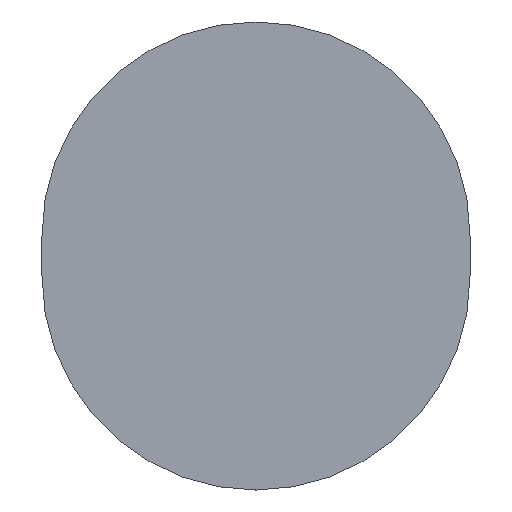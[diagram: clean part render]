
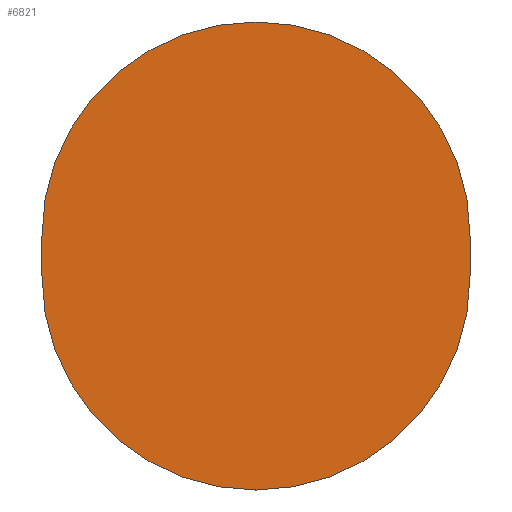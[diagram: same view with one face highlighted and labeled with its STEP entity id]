
A CAD part, left-side view. The second image highlights one B-rep face of the part: STEP entity #6821.
In plain terms, the highlighted planar face has unit normal (-1, 0, 0).
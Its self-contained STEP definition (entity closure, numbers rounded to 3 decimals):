
#213 = EDGE_LOOP ( 'NONE', ( #11214, #9725, #15634, #15864 ) ) ;
#457 = CARTESIAN_POINT ( 'NONE',  ( -324., 21.5, -2. ) ) ;
#524 = DIRECTION ( 'NONE',  ( 0., 0., 1. ) ) ;
#621 = CARTESIAN_POINT ( 'NONE',  ( -324., 0., 2. ) ) ;
#797 = VERTEX_POINT ( 'NONE', #16588 ) ;
#1197 = VERTEX_POINT ( 'NONE', #457 ) ;
#3285 = AXIS2_PLACEMENT_3D ( 'NONE', #13669, #3469, #10956 ) ;
#3384 = EDGE_CURVE ( 'NONE', #4857, #797, #6016, .T. ) ;
#3469 = DIRECTION ( 'NONE',  ( -1., 0., 0. ) ) ;
#3833 = PLANE ( 'NONE',  #3285 ) ;
#4369 = CARTESIAN_POINT ( 'NONE',  ( -324., 21.5, 2. ) ) ;
#4399 = LINE ( 'NONE', #7486, #13774 ) ;
#4857 = VERTEX_POINT ( 'NONE', #15401 ) ;
#5070 = FACE_OUTER_BOUND ( 'NONE', #213, .T. ) ;
#6016 = CIRCLE ( 'NONE', #17379, 21.5 ) ;
#6792 = DIRECTION ( 'NONE',  ( -1., 0., 0. ) ) ;
#6821 = ADVANCED_FACE ( 'NONE', ( #5070 ), #3833, .T. ) ;
#7178 = CARTESIAN_POINT ( 'NONE',  ( -324., 0., -2. ) ) ;
#7347 = CARTESIAN_POINT ( 'NONE',  ( -324., -21.5, -2. ) ) ;
#7486 = CARTESIAN_POINT ( 'NONE',  ( -324., -21.5, -2. ) ) ;
#8332 = EDGE_CURVE ( 'NONE', #16891, #4857, #4399, .T. ) ;
#8957 = DIRECTION ( 'NONE',  ( 0., 0., -1. ) ) ;
#9725 = ORIENTED_EDGE ( 'NONE', *, *, #3384, .T. ) ;
#10956 = DIRECTION ( 'NONE',  ( 0., 1., 0. ) ) ;
#11124 = DIRECTION ( 'NONE',  ( 0., 0., -1. ) ) ;
#11214 = ORIENTED_EDGE ( 'NONE', *, *, #8332, .T. ) ;
#11863 = DIRECTION ( 'NONE',  ( -1., 0., 0. ) ) ;
#12894 = LINE ( 'NONE', #4369, #14899 ) ;
#13207 = DIRECTION ( 'NONE',  ( 0., 0., 1. ) ) ;
#13669 = CARTESIAN_POINT ( 'NONE',  ( -324., 0., 2. ) ) ;
#13708 = CIRCLE ( 'NONE', #17294, 21.5 ) ;
#13774 = VECTOR ( 'NONE', #13207, 1000. ) ;
#14899 = VECTOR ( 'NONE', #8957, 1000. ) ;
#15401 = CARTESIAN_POINT ( 'NONE',  ( -324., -21.5, 2. ) ) ;
#15471 = EDGE_CURVE ( 'NONE', #1197, #16891, #13708, .T. ) ;
#15520 = EDGE_CURVE ( 'NONE', #797, #1197, #12894, .T. ) ;
#15634 = ORIENTED_EDGE ( 'NONE', *, *, #15520, .T. ) ;
#15864 = ORIENTED_EDGE ( 'NONE', *, *, #15471, .T. ) ;
#16588 = CARTESIAN_POINT ( 'NONE',  ( -324., 21.5, 2. ) ) ;
#16891 = VERTEX_POINT ( 'NONE', #7347 ) ;
#17294 = AXIS2_PLACEMENT_3D ( 'NONE', #7178, #6792, #11124 ) ;
#17379 = AXIS2_PLACEMENT_3D ( 'NONE', #621, #11863, #524 ) ;
